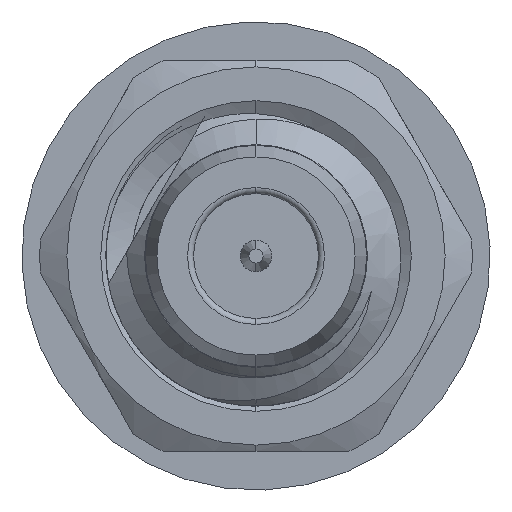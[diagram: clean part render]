
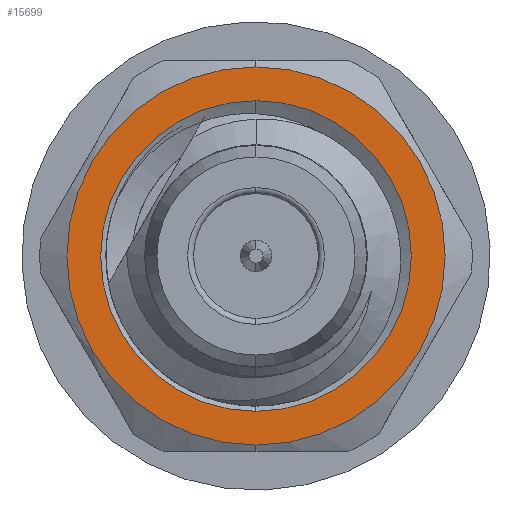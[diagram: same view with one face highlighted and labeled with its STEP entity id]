
A CAD part, left-side view. The second image highlights one B-rep face of the part: STEP entity #15699.
In plain terms, the highlighted planar face has unit normal (-1, 0, 0).
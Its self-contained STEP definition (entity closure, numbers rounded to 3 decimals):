
#776 = AXIS2_PLACEMENT_3D ( 'NONE', #9816, #2166, #11069 ) ;
#850 = ORIENTED_EDGE ( 'NONE', *, *, #6396, .T. ) ;
#972 = DIRECTION ( 'NONE',  ( 0., 0., -1. ) ) ;
#1530 = CIRCLE ( 'NONE', #11423, 2.587 ) ;
#1699 = FACE_OUTER_BOUND ( 'NONE', #14963, .T. ) ;
#2166 = DIRECTION ( 'NONE',  ( 1., 0., 0. ) ) ;
#2508 = CARTESIAN_POINT ( 'NONE',  ( 6.601, 0., 2.587 ) ) ;
#3167 = DIRECTION ( 'NONE',  ( -1., 0., 0. ) ) ;
#3596 = CIRCLE ( 'NONE', #12363, 3.15 ) ;
#4138 = CARTESIAN_POINT ( 'NONE',  ( 6.601, 0., 0. ) ) ;
#5414 = DIRECTION ( 'NONE',  ( 0., 0., -1. ) ) ;
#5695 = PLANE ( 'NONE',  #11935 ) ;
#5717 = AXIS2_PLACEMENT_3D ( 'NONE', #15843, #8531, #972 ) ;
#6396 = EDGE_CURVE ( 'NONE', #12405, #13626, #13561, .T. ) ;
#6723 = DIRECTION ( 'NONE',  ( 1., 0., 0. ) ) ;
#7153 = VERTEX_POINT ( 'NONE', #15966 ) ;
#7987 = EDGE_CURVE ( 'NONE', #8187, #7153, #3596, .T. ) ;
#8187 = VERTEX_POINT ( 'NONE', #9556 ) ;
#8253 = CIRCLE ( 'NONE', #5717, 3.15 ) ;
#8531 = DIRECTION ( 'NONE',  ( 1., 0., 0. ) ) ;
#9556 = CARTESIAN_POINT ( 'NONE',  ( 6.601, 0., 3.15 ) ) ;
#9816 = CARTESIAN_POINT ( 'NONE',  ( 6.601, 0., 0. ) ) ;
#10816 = CARTESIAN_POINT ( 'NONE',  ( 6.601, 0., 0. ) ) ;
#11069 = DIRECTION ( 'NONE',  ( 0., 0., 1. ) ) ;
#11108 = ORIENTED_EDGE ( 'NONE', *, *, #11611, .F. ) ;
#11423 = AXIS2_PLACEMENT_3D ( 'NONE', #14139, #6723, #15342 ) ;
#11611 = EDGE_CURVE ( 'NONE', #7153, #8187, #8253, .T. ) ;
#11935 = AXIS2_PLACEMENT_3D ( 'NONE', #10816, #3167, #12066 ) ;
#12066 = DIRECTION ( 'NONE',  ( 0., 0., 1. ) ) ;
#12363 = AXIS2_PLACEMENT_3D ( 'NONE', #4138, #12958, #5414 ) ;
#12405 = VERTEX_POINT ( 'NONE', #15925 ) ;
#12958 = DIRECTION ( 'NONE',  ( 1., 0., 0. ) ) ;
#13561 = CIRCLE ( 'NONE', #776, 2.587 ) ;
#13626 = VERTEX_POINT ( 'NONE', #2508 ) ;
#13638 = ORIENTED_EDGE ( 'NONE', *, *, #15571, .T. ) ;
#14139 = CARTESIAN_POINT ( 'NONE',  ( 6.601, 0., 0. ) ) ;
#14903 = EDGE_LOOP ( 'NONE', ( #13638, #850 ) ) ;
#14942 = FACE_BOUND ( 'NONE', #14903, .T. ) ;
#14963 = EDGE_LOOP ( 'NONE', ( #11108, #15619 ) ) ;
#15342 = DIRECTION ( 'NONE',  ( 0., 0., 1. ) ) ;
#15571 = EDGE_CURVE ( 'NONE', #13626, #12405, #1530, .T. ) ;
#15619 = ORIENTED_EDGE ( 'NONE', *, *, #7987, .F. ) ;
#15699 = ADVANCED_FACE ( 'NONE', ( #14942, #1699 ), #5695, .T. ) ;
#15843 = CARTESIAN_POINT ( 'NONE',  ( 6.601, 0., 0. ) ) ;
#15925 = CARTESIAN_POINT ( 'NONE',  ( 6.601, 0., -2.587 ) ) ;
#15966 = CARTESIAN_POINT ( 'NONE',  ( 6.601, 0., -3.15 ) ) ;
